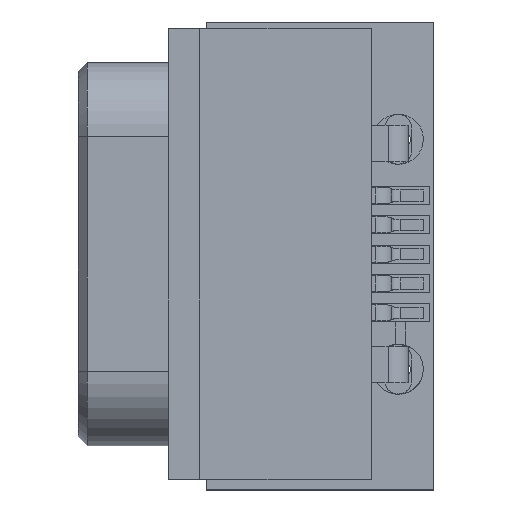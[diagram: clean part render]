
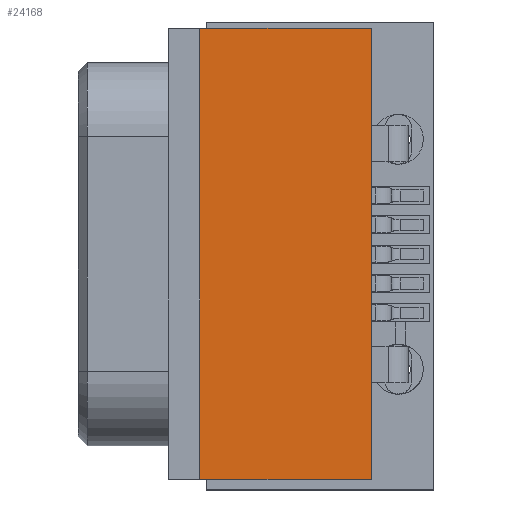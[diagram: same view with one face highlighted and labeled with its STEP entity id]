
A CAD part, top view. The second image highlights one B-rep face of the part: STEP entity #24168.
In plain terms, the highlighted planar face has unit normal (0, 0, 1).
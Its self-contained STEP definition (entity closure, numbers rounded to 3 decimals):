
#1094=PLANE('',#25826);
#2252=FACE_OUTER_BOUND('',#3599,.T.);
#3599=EDGE_LOOP('',(#19684,#19685,#19686,#19687));
#5768=LINE('',#36685,#8682);
#5777=LINE('',#36703,#8691);
#5780=LINE('',#36708,#8694);
#5781=LINE('',#36709,#8695);
#8682=VECTOR('',#29900,1000.);
#8691=VECTOR('',#29913,1000.);
#8694=VECTOR('',#29920,1000.);
#8695=VECTOR('',#29921,1000.);
#11723=VERTEX_POINT('',#36682);
#11724=VERTEX_POINT('',#36684);
#11730=VERTEX_POINT('',#36700);
#11731=VERTEX_POINT('',#36702);
#14574=EDGE_CURVE('',#11724,#11723,#5768,.T.);
#14583=EDGE_CURVE('',#11731,#11730,#5777,.T.);
#14586=EDGE_CURVE('',#11730,#11724,#5780,.T.);
#14587=EDGE_CURVE('',#11723,#11731,#5781,.T.);
#19684=ORIENTED_EDGE('',*,*,#14583,.T.);
#19685=ORIENTED_EDGE('',*,*,#14586,.T.);
#19686=ORIENTED_EDGE('',*,*,#14574,.T.);
#19687=ORIENTED_EDGE('',*,*,#14587,.T.);
#24168=ADVANCED_FACE('',(#2252),#1094,.T.);
#25826=AXIS2_PLACEMENT_3D('',#36707,#29918,#29919);
#29900=DIRECTION('',(-1.,0.,0.));
#29913=DIRECTION('',(1.,0.,0.));
#29918=DIRECTION('center_axis',(0.,0.,1.));
#29919=DIRECTION('ref_axis',(1.,0.,0.));
#29920=DIRECTION('',(0.,1.,0.));
#29921=DIRECTION('',(0.,-1.,0.));
#36682=CARTESIAN_POINT('',(-3.8,-2.,0.));
#36684=CARTESIAN_POINT('',(0.,-2.,0.));
#36685=CARTESIAN_POINT('',(-2.25,-2.,0.));
#36700=CARTESIAN_POINT('',(0.,-12.,0.));
#36702=CARTESIAN_POINT('',(-3.8,-12.,0.));
#36703=CARTESIAN_POINT('',(-2.25,-12.,0.));
#36707=CARTESIAN_POINT('Origin',(-3.876,-12.2,0.));
#36708=CARTESIAN_POINT('',(0.,-7.,0.));
#36709=CARTESIAN_POINT('',(-3.8,-7.,0.));
